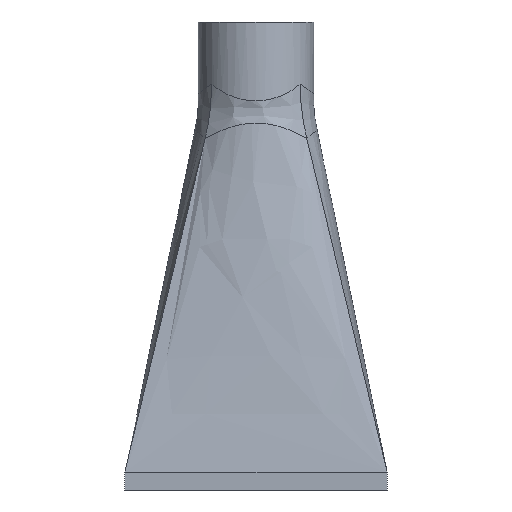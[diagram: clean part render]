
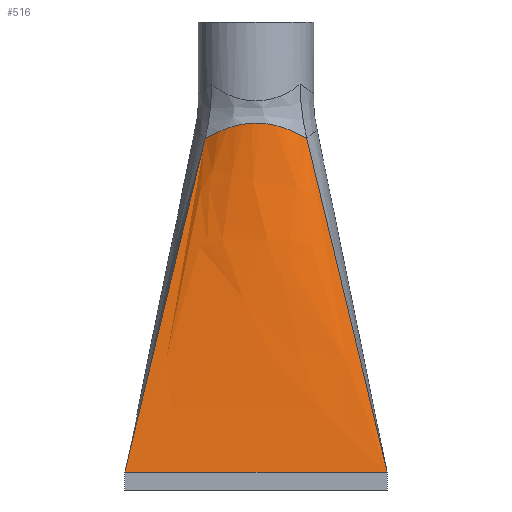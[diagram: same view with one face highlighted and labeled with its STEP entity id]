
A CAD part, left-side view. The second image highlights one B-rep face of the part: STEP entity #516.
In plain terms, the highlighted free-form (B-spline) face has degree [3, 3] with [7, 4] control points.
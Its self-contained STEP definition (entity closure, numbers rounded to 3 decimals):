
#54=FACE_OUTER_BOUND('',#84,.T.);
#84=EDGE_LOOP('',(#465,#466,#467,#468));
#96=LINE('',#711,#118);
#103=LINE('',#1014,#125);
#106=LINE('',#1435,#128);
#118=VECTOR('',#560,10.);
#125=VECTOR('',#571,62.685);
#128=VECTOR('',#584,62.685);
#148=B_SPLINE_CURVE_WITH_KNOTS('',3,(#877,#878,#879,#880,#881,#882,#883),
 .UNSPECIFIED.,.F.,.F.,(4,1,1,1,4),(0.001,1.621,
3.603,5.586,6.216),.UNSPECIFIED.);
#195=VERTEX_POINT('',#704);
#197=VERTEX_POINT('',#710);
#209=VERTEX_POINT('',#875);
#210=VERTEX_POINT('',#876);
#254=EDGE_CURVE('',#195,#197,#96,.T.);
#270=EDGE_CURVE('',#209,#210,#148,.T.);
#282=EDGE_CURVE('',#197,#210,#103,.T.);
#312=EDGE_CURVE('',#195,#209,#106,.T.);
#465=ORIENTED_EDGE('',*,*,#270,.F.);
#466=ORIENTED_EDGE('',*,*,#312,.F.);
#467=ORIENTED_EDGE('',*,*,#254,.T.);
#468=ORIENTED_EDGE('',*,*,#282,.T.);
#488=B_SPLINE_SURFACE_WITH_KNOTS('',3,3,((#1436,#1437,#1438,#1439),(#1440,
#1441,#1442,#1443),(#1444,#1445,#1446,#1447),(#1448,#1449,#1450,#1451),
(#1452,#1453,#1454,#1455),(#1456,#1457,#1458,#1459),(#1460,#1461,#1462,
#1463)),.UNSPECIFIED.,.F.,.F.,.F.,(4,1,1,1,4),(4,4),(0.,0.286,
0.571,0.714,1.),(0.,0.969),
 .UNSPECIFIED.);
#516=ADVANCED_FACE('',(#54),#488,.T.);
#560=DIRECTION('',(0.,-1.,0.));
#571=DIRECTION('',(0.175,0.231,0.957));
#584=DIRECTION('',(0.176,-0.23,0.957));
#704=CARTESIAN_POINT('',(-1.6,42.1,0.));
#710=CARTESIAN_POINT('',(-1.6,-1.6,0.));
#711=CARTESIAN_POINT('',(-1.6,42.1,0.));
#875=CARTESIAN_POINT('',(8.597,28.724,55.602));
#876=CARTESIAN_POINT('',(8.577,11.795,55.607));
#877=CARTESIAN_POINT('Ctrl Pts',(8.597,28.723,55.602));
#878=CARTESIAN_POINT('Ctrl Pts',(7.576,27.247,56.43));
#879=CARTESIAN_POINT('Ctrl Pts',(5.892,23.902,57.925));
#880=CARTESIAN_POINT('Ctrl Pts',(5.357,18.957,58.446));
#881=CARTESIAN_POINT('Ctrl Pts',(6.693,14.785,57.177));
#882=CARTESIAN_POINT('Ctrl Pts',(8.179,12.372,55.931));
#883=CARTESIAN_POINT('Ctrl Pts',(8.577,11.795,55.607));
#1014=CARTESIAN_POINT('',(-1.6,-1.6,0.));
#1435=CARTESIAN_POINT('',(-1.6,42.1,0.));
#1436=CARTESIAN_POINT('Ctrl Pts',(-1.6,42.1,0.));
#1437=CARTESIAN_POINT('Ctrl Pts',(1.955,37.437,19.382));
#1438=CARTESIAN_POINT('Ctrl Pts',(5.509,32.774,38.765));
#1439=CARTESIAN_POINT('Ctrl Pts',(9.064,28.111,58.147));
#1440=CARTESIAN_POINT('Ctrl Pts',(-1.6,37.938,0.));
#1441=CARTESIAN_POINT('Ctrl Pts',(1.552,34.29,19.382));
#1442=CARTESIAN_POINT('Ctrl Pts',(4.705,30.639,38.765));
#1443=CARTESIAN_POINT('Ctrl Pts',(7.857,26.991,58.147));
#1444=CARTESIAN_POINT('Ctrl Pts',(-1.6,29.614,0.));
#1445=CARTESIAN_POINT('Ctrl Pts',(0.918,27.786,19.382));
#1446=CARTESIAN_POINT('Ctrl Pts',(3.437,25.959,38.765));
#1447=CARTESIAN_POINT('Ctrl Pts',(5.955,24.131,58.147));
#1448=CARTESIAN_POINT('Ctrl Pts',(-1.6,19.21,0.));
#1449=CARTESIAN_POINT('Ctrl Pts',(0.748,19.411,19.382));
#1450=CARTESIAN_POINT('Ctrl Pts',(3.098,19.613,38.765));
#1451=CARTESIAN_POINT('Ctrl Pts',(5.446,19.815,58.147));
#1452=CARTESIAN_POINT('Ctrl Pts',(-1.6,8.805,0.));
#1453=CARTESIAN_POINT('Ctrl Pts',(1.075,11.097,19.382));
#1454=CARTESIAN_POINT('Ctrl Pts',(3.748,13.388,38.765));
#1455=CARTESIAN_POINT('Ctrl Pts',(6.423,15.68,58.147));
#1456=CARTESIAN_POINT('Ctrl Pts',(-1.6,2.562,0.));
#1457=CARTESIAN_POINT('Ctrl Pts',(1.544,6.217,19.382));
#1458=CARTESIAN_POINT('Ctrl Pts',(4.694,9.875,38.765));
#1459=CARTESIAN_POINT('Ctrl Pts',(7.838,13.531,58.147));
#1460=CARTESIAN_POINT('Ctrl Pts',(-1.6,-1.6,0.));
#1461=CARTESIAN_POINT('Ctrl Pts',(1.947,3.069,19.382));
#1462=CARTESIAN_POINT('Ctrl Pts',(5.494,7.738,38.765));
#1463=CARTESIAN_POINT('Ctrl Pts',(9.042,12.407,58.147));
